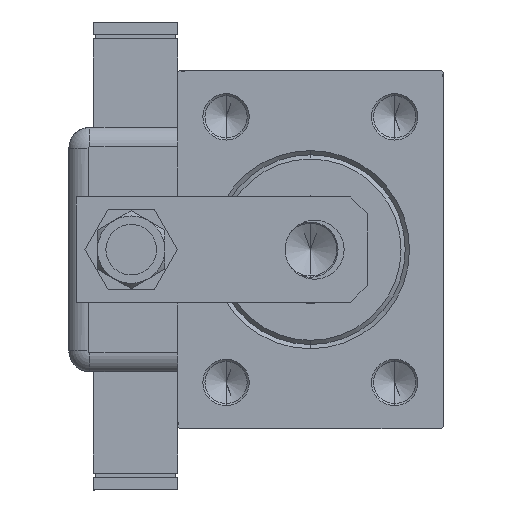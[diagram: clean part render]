
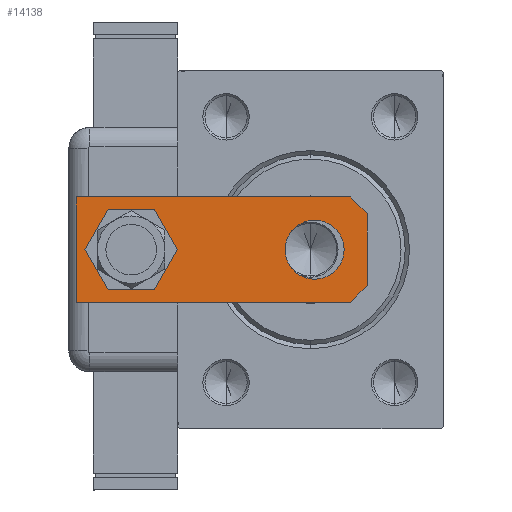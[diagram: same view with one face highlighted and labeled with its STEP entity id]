
A CAD part, left-side view. The second image highlights one B-rep face of the part: STEP entity #14138.
In plain terms, the highlighted face is planar.
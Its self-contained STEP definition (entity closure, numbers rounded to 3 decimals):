
#1081 = CARTESIAN_POINT ( 'NONE',  ( 0., 0., 0. ) ) ;
#1971 = VECTOR ( 'NONE', #21310, 1000. ) ;
#1979 = LINE ( 'NONE', #20702, #20350 ) ;
#3810 = CARTESIAN_POINT ( 'NONE',  ( 12.5, 0., 0. ) ) ;
#4369 = VERTEX_POINT ( 'NONE', #7834 ) ;
#4852 = LINE ( 'NONE', #48096, #54651 ) ;
#5785 = ORIENTED_EDGE ( 'NONE', *, *, #25387, .F. ) ;
#5948 = EDGE_CURVE ( 'NONE', #35736, #4369, #47615, .T. ) ;
#7494 = LINE ( 'NONE', #3810, #1971 ) ;
#7776 = AXIS2_PLACEMENT_3D ( 'NONE', #50016, #16887, #49712 ) ;
#7834 = CARTESIAN_POINT ( 'NONE',  ( -7., 12.5, 0. ) ) ;
#8606 = AXIS2_PLACEMENT_3D ( 'NONE', #20421, #48051, #43747 ) ;
#8774 = FACE_BOUND ( 'NONE', #21607, .T. ) ;
#9071 = LINE ( 'NONE', #27816, #51536 ) ;
#10066 = EDGE_CURVE ( 'NONE', #44934, #36572, #1979, .T. ) ;
#12006 = VERTEX_POINT ( 'NONE', #36400 ) ;
#12778 = CIRCLE ( 'NONE', #31279, 7. ) ;
#14138 = ADVANCED_FACE ( 'NONE', ( #50809, #8774, #27515 ), #52622, .F. ) ;
#15188 = DIRECTION ( 'NONE',  ( 1., 0., 0. ) ) ;
#15236 = ORIENTED_EDGE ( 'NONE', *, *, #26215, .T. ) ;
#15271 = AXIS2_PLACEMENT_3D ( 'NONE', #29039, #47752, #24430 ) ;
#15290 = CARTESIAN_POINT ( 'NONE',  ( 7., 12.5, 0. ) ) ;
#15378 = VERTEX_POINT ( 'NONE', #32049 ) ;
#16887 = DIRECTION ( 'NONE',  ( 0., 0., 1. ) ) ;
#18303 = LINE ( 'NONE', #55743, #18724 ) ;
#18665 = DIRECTION ( 'NONE',  ( -1., 0., 0. ) ) ;
#18724 = VECTOR ( 'NONE', #32435, 1000. ) ;
#20336 = CARTESIAN_POINT ( 'NONE',  ( 12.5, 4., 0. ) ) ;
#20350 = VECTOR ( 'NONE', #34824, 1000. ) ;
#20421 = CARTESIAN_POINT ( 'NONE',  ( 0., 56., 0. ) ) ;
#20702 = CARTESIAN_POINT ( 'NONE',  ( -12.5, 69., 0. ) ) ;
#21116 = CARTESIAN_POINT ( 'NONE',  ( -12.5, 4., 0. ) ) ;
#21310 = DIRECTION ( 'NONE',  ( 0., 1., 0. ) ) ;
#21607 = EDGE_LOOP ( 'NONE', ( #15236, #32336 ) ) ;
#21630 = EDGE_CURVE ( 'NONE', #15378, #12006, #9071, .T. ) ;
#22873 = CARTESIAN_POINT ( 'NONE',  ( 12.5, 4., 0. ) ) ;
#24430 = DIRECTION ( 'NONE',  ( 1., 0., 0. ) ) ;
#24974 = ORIENTED_EDGE ( 'NONE', *, *, #49661, .T. ) ;
#25182 = CARTESIAN_POINT ( 'NONE',  ( 7., 56., 0. ) ) ;
#25387 = EDGE_CURVE ( 'NONE', #54675, #44934, #4852, .T. ) ;
#26215 = EDGE_CURVE ( 'NONE', #59874, #50231, #35065, .T. ) ;
#27515 = FACE_BOUND ( 'NONE', #34139, .T. ) ;
#27816 = CARTESIAN_POINT ( 'NONE',  ( -12.5, 0., 0. ) ) ;
#27917 = CARTESIAN_POINT ( 'NONE',  ( 0., 56., 0. ) ) ;
#28727 = VERTEX_POINT ( 'NONE', #20336 ) ;
#29039 = CARTESIAN_POINT ( 'NONE',  ( 0., 12.5, 0. ) ) ;
#29527 = ORIENTED_EDGE ( 'NONE', *, *, #21630, .F. ) ;
#30409 = CARTESIAN_POINT ( 'NONE',  ( -7., 56., 0. ) ) ;
#31279 = AXIS2_PLACEMENT_3D ( 'NONE', #27917, #36221, #59522 ) ;
#32049 = CARTESIAN_POINT ( 'NONE',  ( -8.5, 0., 0. ) ) ;
#32336 = ORIENTED_EDGE ( 'NONE', *, *, #32823, .T. ) ;
#32435 = DIRECTION ( 'NONE',  ( -0.707, 0.707, 0. ) ) ;
#32823 = EDGE_CURVE ( 'NONE', #50231, #59874, #12778, .T. ) ;
#33112 = ORIENTED_EDGE ( 'NONE', *, *, #60668, .T. ) ;
#34139 = EDGE_LOOP ( 'NONE', ( #24974, #34273 ) ) ;
#34234 = CIRCLE ( 'NONE', #7776, 7. ) ;
#34273 = ORIENTED_EDGE ( 'NONE', *, *, #5948, .T. ) ;
#34824 = DIRECTION ( 'NONE',  ( 0., -1., 0. ) ) ;
#35065 = CIRCLE ( 'NONE', #8606, 7. ) ;
#35736 = VERTEX_POINT ( 'NONE', #15290 ) ;
#36221 = DIRECTION ( 'NONE',  ( 0., 0., 1. ) ) ;
#36400 = CARTESIAN_POINT ( 'NONE',  ( 8.5, 0., 0. ) ) ;
#36572 = VERTEX_POINT ( 'NONE', #21116 ) ;
#37932 = DIRECTION ( 'NONE',  ( 1., 0., 0. ) ) ;
#38015 = EDGE_CURVE ( 'NONE', #15378, #36572, #18303, .T. ) ;
#41385 = AXIS2_PLACEMENT_3D ( 'NONE', #1081, #52030, #15188 ) ;
#41900 = DIRECTION ( 'NONE',  ( -0.707, -0.707, 0. ) ) ;
#43747 = DIRECTION ( 'NONE',  ( 1., 0., 0. ) ) ;
#44934 = VERTEX_POINT ( 'NONE', #54493 ) ;
#47615 = CIRCLE ( 'NONE', #15271, 7. ) ;
#47752 = DIRECTION ( 'NONE',  ( 0., 0., 1. ) ) ;
#48051 = DIRECTION ( 'NONE',  ( 0., 0., 1. ) ) ;
#48096 = CARTESIAN_POINT ( 'NONE',  ( 12.5, 69., 0. ) ) ;
#49661 = EDGE_CURVE ( 'NONE', #4369, #35736, #34234, .T. ) ;
#49712 = DIRECTION ( 'NONE',  ( 1., 0., 0. ) ) ;
#50016 = CARTESIAN_POINT ( 'NONE',  ( 0., 12.5, 0. ) ) ;
#50231 = VERTEX_POINT ( 'NONE', #25182 ) ;
#50809 = FACE_OUTER_BOUND ( 'NONE', #56248, .T. ) ;
#51536 = VECTOR ( 'NONE', #37932, 1000. ) ;
#51699 = LINE ( 'NONE', #22873, #56034 ) ;
#52030 = DIRECTION ( 'NONE',  ( 0., 0., 1. ) ) ;
#52622 = PLANE ( 'NONE',  #41385 ) ;
#53233 = EDGE_CURVE ( 'NONE', #28727, #54675, #7494, .T. ) ;
#54493 = CARTESIAN_POINT ( 'NONE',  ( -12.5, 69., 0. ) ) ;
#54651 = VECTOR ( 'NONE', #18665, 1000. ) ;
#54675 = VERTEX_POINT ( 'NONE', #57332 ) ;
#54972 = ORIENTED_EDGE ( 'NONE', *, *, #10066, .F. ) ;
#55743 = CARTESIAN_POINT ( 'NONE',  ( -8.5, 0., 0. ) ) ;
#56034 = VECTOR ( 'NONE', #41900, 1000. ) ;
#56248 = EDGE_LOOP ( 'NONE', ( #29527, #58908, #54972, #5785, #59813, #33112 ) ) ;
#57332 = CARTESIAN_POINT ( 'NONE',  ( 12.5, 69., 0. ) ) ;
#58908 = ORIENTED_EDGE ( 'NONE', *, *, #38015, .T. ) ;
#59522 = DIRECTION ( 'NONE',  ( 1., 0., 0. ) ) ;
#59813 = ORIENTED_EDGE ( 'NONE', *, *, #53233, .F. ) ;
#59874 = VERTEX_POINT ( 'NONE', #30409 ) ;
#60668 = EDGE_CURVE ( 'NONE', #28727, #12006, #51699, .T. ) ;
